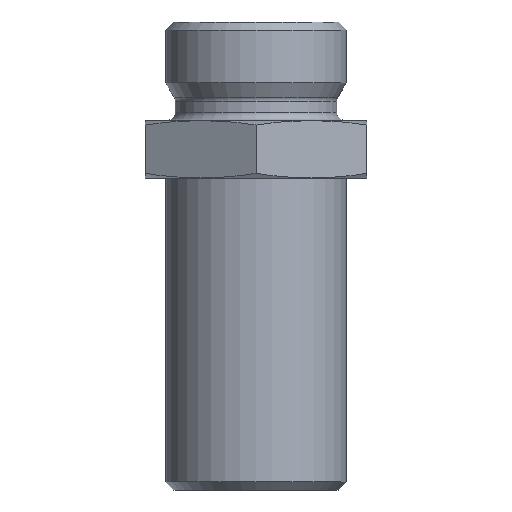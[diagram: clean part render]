
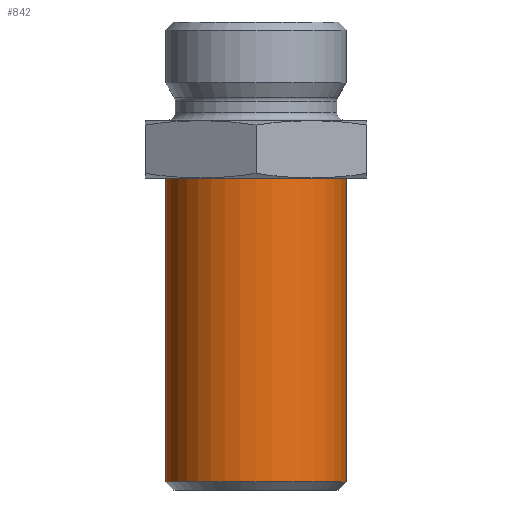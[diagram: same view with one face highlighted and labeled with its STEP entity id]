
A CAD part, front view. The second image highlights one B-rep face of the part: STEP entity #842.
In plain terms, the highlighted cylindrical face has radius 11 mm (diameter 22 mm), a full revolution.
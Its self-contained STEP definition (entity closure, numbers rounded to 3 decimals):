
#800=CARTESIAN_POINT('',(-16.435,7.59,1.0));
#801=VERTEX_POINT('',#800);
#802=CARTESIAN_POINT('',(-5.435,7.59,1.0));
#803=DIRECTION('',(0.0,0.0,-1.0));
#804=DIRECTION('',(1.0,0.0,0.0));
#805=AXIS2_PLACEMENT_3D('',#802,#803,#804);
#806=CIRCLE('',#805,11.0);
#807=EDGE_CURVE('',#801,#801,#806,.T.);
#823=CARTESIAN_POINT('',(-5.435,7.59,0.0));
#824=DIRECTION('',(0.0,0.0,1.0));
#825=DIRECTION('',(1.0,0.0,0.0));
#826=AXIS2_PLACEMENT_3D('',#823,#824,#825);
#827=CYLINDRICAL_SURFACE('',#826,11.0);
#828=CARTESIAN_POINT('',(-16.435,7.59,38.0));
#829=VERTEX_POINT('',#828);
#830=CARTESIAN_POINT('',(-5.435,7.59,38.0));
#831=DIRECTION('',(0.0,0.0,-1.0));
#832=DIRECTION('',(1.0,0.0,0.0));
#833=AXIS2_PLACEMENT_3D('',#830,#831,#832);
#834=CIRCLE('',#833,11.0);
#835=EDGE_CURVE('',#829,#829,#834,.T.);
#836=ORIENTED_EDGE('',*,*,#835,.T.);
#837=EDGE_LOOP('',(#836));
#838=FACE_OUTER_BOUND('',#837,.T.);
#839=ORIENTED_EDGE('',*,*,#807,.F.);
#840=EDGE_LOOP('',(#839));
#841=FACE_BOUND('',#840,.T.);
#842=ADVANCED_FACE('',(#838,#841),#827,.T.);
